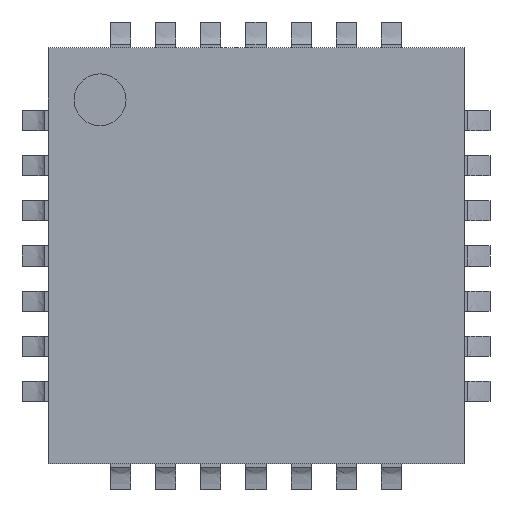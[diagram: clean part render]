
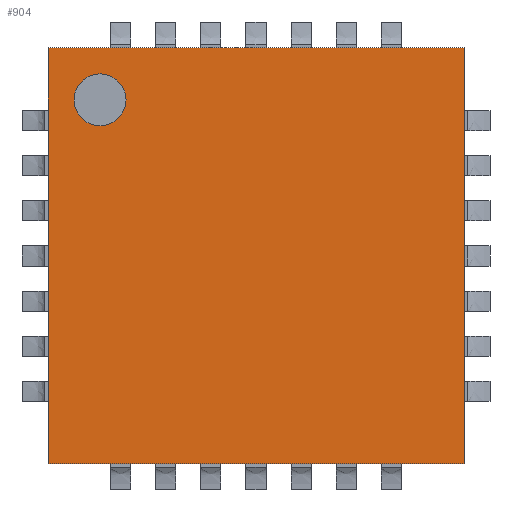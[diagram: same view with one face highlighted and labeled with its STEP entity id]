
A CAD part, top view. The second image highlights one B-rep face of the part: STEP entity #904.
In plain terms, the highlighted planar face has unit normal (0, 0, 1).
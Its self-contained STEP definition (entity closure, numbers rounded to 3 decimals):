
#904=ADVANCED_FACE('',(#2678,#2680),#2682,.T.);
#2678=FACE_BOUND('',#2679,.T.);
#2679=EDGE_LOOP('',(#4902,#4903,#4904,#4905));
#2680=FACE_BOUND('',#2681,.T.);
#2681=EDGE_LOOP('',(#4906));
#2682=PLANE('',#2683);
#2683=AXIS2_PLACEMENT_3D('',#2684,#2685,#2686);
#2684=CARTESIAN_POINT('',(-3.,-3.,1.));
#2685=DIRECTION('',(0.,0.,1.));
#2686=DIRECTION('',(1.,0.,0.));
#4902=ORIENTED_EDGE('',*,*,#6206,.F.);
#4903=ORIENTED_EDGE('',*,*,#6211,.T.);
#4904=ORIENTED_EDGE('',*,*,#6213,.T.);
#4905=ORIENTED_EDGE('',*,*,#6214,.F.);
#4906=ORIENTED_EDGE('',*,*,#6215,.F.);
#6206=EDGE_CURVE('',#6820,#6821,#6822,.T.);
#6211=EDGE_CURVE('',#6820,#6829,#6831,.T.);
#6213=EDGE_CURVE('',#6829,#6833,#6834,.T.);
#6214=EDGE_CURVE('',#6821,#6833,#6835,.T.);
#6215=EDGE_CURVE('',#6836,#6836,#6837,.T.);
#6820=VERTEX_POINT('',#7844);
#6821=VERTEX_POINT('',#7845);
#6822=LINE('',#7846,#7847);
#6829=VERTEX_POINT('',#7861);
#6831=LINE('',#7865,#7866);
#6833=VERTEX_POINT('',#7871);
#6834=LINE('',#7872,#7873);
#6835=LINE('',#7875,#7876);
#6836=VERTEX_POINT('',#7878);
#6837=CIRCLE('',#7879,0.375);
#7844=CARTESIAN_POINT('',(-3.,-3.,1.));
#7845=CARTESIAN_POINT('',(-3.,3.,1.));
#7846=CARTESIAN_POINT('',(-3.,-3.,1.));
#7847=VECTOR('',#7848,1.);
#7848=DIRECTION('',(0.,1.,0.));
#7861=CARTESIAN_POINT('',(3.,-3.,1.));
#7865=CARTESIAN_POINT('',(-3.,-3.,1.));
#7866=VECTOR('',#7867,1.);
#7867=DIRECTION('',(1.,0.,0.));
#7871=CARTESIAN_POINT('',(3.,3.,1.));
#7872=CARTESIAN_POINT('',(3.,-3.,1.));
#7873=VECTOR('',#7874,1.);
#7874=DIRECTION('',(0.,1.,0.));
#7875=CARTESIAN_POINT('',(-3.,3.,1.));
#7876=VECTOR('',#7877,1.);
#7877=DIRECTION('',(1.,0.,0.));
#7878=CARTESIAN_POINT('',(-1.875,2.25,1.));
#7879=AXIS2_PLACEMENT_3D('',#7880,#7881,#7882);
#7880=CARTESIAN_POINT('',(-2.25,2.25,1.));
#7881=DIRECTION('',(0.,0.,1.));
#7882=DIRECTION('',(1.,0.,0.));
